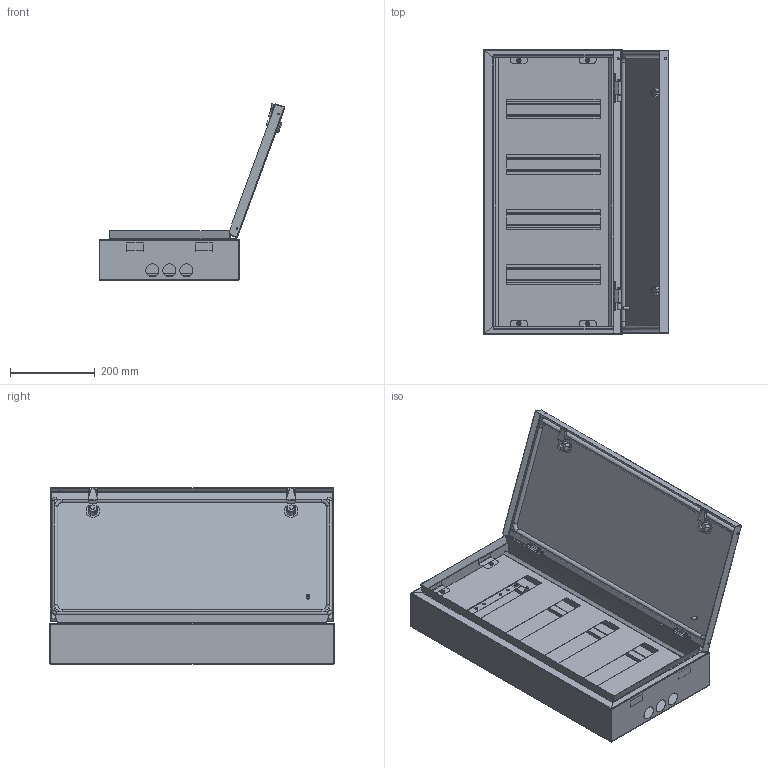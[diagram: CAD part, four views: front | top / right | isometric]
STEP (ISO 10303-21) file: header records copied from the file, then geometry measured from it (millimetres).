
FILE_DESCRIPTION (( 'STEP AP203' ), '1' );
FILE_NAME ('MKM11-N-48-54-Z TITAN 3 Êîðïóñ ìåòàëëè÷åñêèé ÙÐí-48 (670õ330õ120) IP54 IEK.STEP', '2023-12-18T12:01:08', ( '' ), ( '' ), 'SwSTEP 2.0', 'SolidWorks 2022', '' );
FILE_SCHEMA (( 'CONFIG_CONTROL_DESIGN' ));
Length unit declared in the file: millimetre
Products named in the file (22): IEK 702.001_702.001-03; IEK 705022 Стойка петли_1,5 мм; Винт резьбовыдавливающий М4x8_-00; КИВА 025.02.00СБ_025.02.00-03 (ЩРн-48); MKM11-N-48-54-Z TITAN 3 Корпус металлический ЩРн-48 (670х330х120) IP54 IEK; IEK 701.002_-01; 705.021 Полупетля; КИВА 325.01.01_025.01.01-03 (ЩРн-48); КИВА 025.06.00СБ_025.06.00-03 (ЩРн-48); Шпилька резьбовая М(DxL) PT DIN EN ISO 13918_6х20; КИВА 025.06.01_025.06.01-03; Sealing Profile^КИВА 025.02.00СБ_025.02.00-03; КИВА 325.01.00СБ_025.01.00-03 (ЩРн-48); Замок MS 705-III; КИВА 025.06.02_025.06.02; Заклёпка вытяж. полукруглая__4.8x2; IEK 705.023 Ось_4; Гайка фланцевая DIN 6923_М6; Шпилька резьбовая М(DxL) PT DIN EN ISO 13918_6х16; 705.024 Колпачок_Деформация под ось; КИВА 025.00.01_025.00.01-03; КИВА 025.02.01_025.02.01-03 (ЩРн-48)
Assembly tree (59 placements, depth 3):
  MKM11-N-48-54-Z TITAN 3 Корпус металлический ЩРн-48 (670х330х120) IP54 IEK
    КИВА 325.01.00СБ_025.01.00-03 (ЩРн-48)
      КИВА 325.01.01_025.01.01-03 (ЩРн-48)
      IEK 701.002_-01  x4
      IEK 705022 Стойка петли_1,5 мм  x2
      Заклёпка вытяж. полукруглая__4.8x2  x4
      Шпилька резьбовая М(DxL) PT DIN EN ISO 13918_6х20  x5
    КИВА 025.06.00СБ_025.06.00-03 (ЩРн-48)
      КИВА 025.06.01_025.06.01-03  x2
      КИВА 025.06.02_025.06.02  x2
      IEK 702.001_702.001-03  x4
      Винт резьбовыдавливающий М4x8_-00  x12
    КИВА 025.00.01_025.00.01-03
    КИВА 025.02.00СБ_025.02.00-03 (ЩРн-48)
      КИВА 025.02.01_025.02.01-03 (ЩРн-48)
      Sealing Profile^КИВА 025.02.00СБ_025.02.00-03
      705.021 Полупетля  x2
      Замок MS 705-III  x2
      Шпилька резьбовая М(DxL) PT DIN EN ISO 13918_6х16
    Винт резьбовыдавливающий М4x8_-00  x4
    Гайка фланцевая DIN 6923_М6  x4
    IEK 705.023 Ось_4  x2
    705.024 Колпачок_Деформация под ось  x2
Bounding box: 436.83 x 670 x 415.45 mm (x, y, z)
Volume: 1132898.7 mm3; surface area: 2084004 mm2
Topology: 58 solids, 58 shells, 1518 faces, 3561 edges, 2245 vertices
Faces by surface type: plane 916, cylinder 431, bspline 56, torus 54, cone 41, sphere 20
Full cylindrical faces by diameter (mm): 1 x6, 2.16 x4, 3 x4, 3.4 x16, 4 x28, 4.2 x6, 4.3 x2, 4.8 x8, 5.2 x4, 5.5 x4, 6 x8, 6.2 x16, 6.5 x4, 7.2 x4, 7.5 x6, 8 x4, 8.2 x4, 10 x16, 14.2 x4, 16 x2, 31 x3
Entity records: 21475 total; most frequent: CARTESIAN_POINT 4488, DIRECTION 2851, ORIENTED_EDGE 2604, EDGE_CURVE 1302, AXIS2_PLACEMENT_3D 1014, EDGE_LOOP 827, VERTEX_POINT 825, LINE 823
